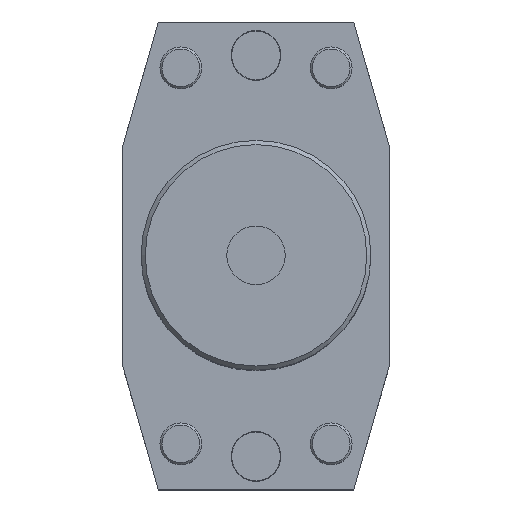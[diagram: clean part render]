
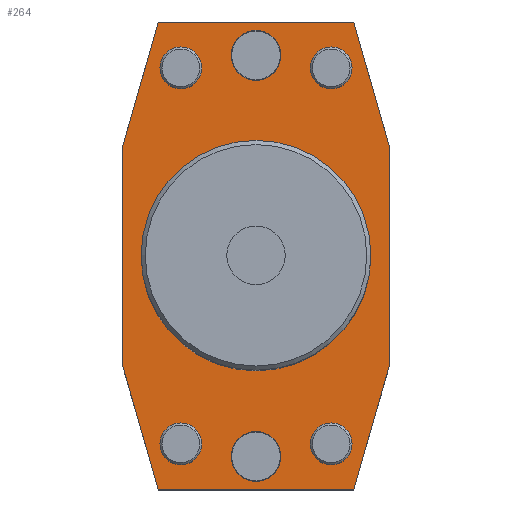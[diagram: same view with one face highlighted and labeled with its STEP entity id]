
A CAD part, top view. The second image highlights one B-rep face of the part: STEP entity #264.
In plain terms, the highlighted planar face has unit normal (0, 0, 1).
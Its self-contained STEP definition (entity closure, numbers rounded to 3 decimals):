
#39=LINE('',#1415,#101);
#47=LINE('',#1434,#109);
#53=LINE('',#1447,#115);
#65=LINE('',#1480,#127);
#66=LINE('',#1496,#128);
#67=LINE('',#1498,#129);
#68=LINE('',#1499,#130);
#69=LINE('',#1500,#131);
#101=VECTOR('',#1122,1.);
#109=VECTOR('',#1134,1.);
#115=VECTOR('',#1142,1.);
#127=VECTOR('',#1168,1.);
#128=VECTOR('',#1185,1.);
#129=VECTOR('',#1186,1.);
#130=VECTOR('',#1187,1.);
#131=VECTOR('',#1188,1.);
#201=FACE_BOUND('',#405,.T.);
#202=FACE_BOUND('',#406,.T.);
#203=FACE_BOUND('',#407,.T.);
#204=FACE_BOUND('',#408,.T.);
#205=FACE_BOUND('',#409,.T.);
#206=FACE_BOUND('',#410,.T.);
#207=FACE_BOUND('',#411,.T.);
#208=FACE_BOUND('',#412,.T.);
#264=ADVANCED_FACE('',(#201,#202,#203,#204,#205,#206,#207,#208),#326,.T.);
#326=PLANE('',#1008);
#405=EDGE_LOOP('',(#533));
#406=EDGE_LOOP('',(#534));
#407=EDGE_LOOP('',(#535));
#408=EDGE_LOOP('',(#536));
#409=EDGE_LOOP('',(#537));
#410=EDGE_LOOP('',(#538));
#411=EDGE_LOOP('',(#539));
#412=EDGE_LOOP('',(#540,#541,#542,#543,#544,#545,#546,#547));
#533=ORIENTED_EDGE('',*,*,#840,.F.);
#534=ORIENTED_EDGE('',*,*,#841,.F.);
#535=ORIENTED_EDGE('',*,*,#842,.F.);
#536=ORIENTED_EDGE('',*,*,#843,.F.);
#537=ORIENTED_EDGE('',*,*,#844,.F.);
#538=ORIENTED_EDGE('',*,*,#845,.F.);
#539=ORIENTED_EDGE('',*,*,#846,.F.);
#540=ORIENTED_EDGE('',*,*,#808,.T.);
#541=ORIENTED_EDGE('',*,*,#847,.T.);
#542=ORIENTED_EDGE('',*,*,#848,.T.);
#543=ORIENTED_EDGE('',*,*,#823,.T.);
#544=ORIENTED_EDGE('',*,*,#849,.F.);
#545=ORIENTED_EDGE('',*,*,#817,.T.);
#546=ORIENTED_EDGE('',*,*,#839,.F.);
#547=ORIENTED_EDGE('',*,*,#850,.T.);
#721=VERTEX_POINT('',#1414);
#722=VERTEX_POINT('',#1416);
#730=VERTEX_POINT('',#1433);
#731=VERTEX_POINT('',#1435);
#736=VERTEX_POINT('',#1446);
#737=VERTEX_POINT('',#1448);
#750=VERTEX_POINT('',#1479);
#751=VERTEX_POINT('',#1483);
#752=VERTEX_POINT('',#1485);
#753=VERTEX_POINT('',#1487);
#754=VERTEX_POINT('',#1489);
#755=VERTEX_POINT('',#1491);
#756=VERTEX_POINT('',#1493);
#757=VERTEX_POINT('',#1495);
#758=VERTEX_POINT('',#1497);
#808=EDGE_CURVE('',#722,#721,#39,.T.);
#817=EDGE_CURVE('',#731,#730,#47,.T.);
#823=EDGE_CURVE('',#737,#736,#53,.T.);
#839=EDGE_CURVE('',#750,#730,#65,.T.);
#840=EDGE_CURVE('',#751,#751,#922,.T.);
#841=EDGE_CURVE('',#752,#752,#923,.T.);
#842=EDGE_CURVE('',#753,#753,#924,.T.);
#843=EDGE_CURVE('',#754,#754,#925,.T.);
#844=EDGE_CURVE('',#755,#755,#926,.T.);
#845=EDGE_CURVE('',#756,#756,#927,.T.);
#846=EDGE_CURVE('',#757,#757,#928,.T.);
#847=EDGE_CURVE('',#721,#758,#66,.T.);
#848=EDGE_CURVE('',#758,#737,#67,.T.);
#849=EDGE_CURVE('',#731,#736,#68,.T.);
#850=EDGE_CURVE('',#750,#722,#69,.T.);
#922=CIRCLE('',#1001,5.);
#923=CIRCLE('',#1002,5.);
#924=CIRCLE('',#1003,5.);
#925=CIRCLE('',#1004,5.);
#926=CIRCLE('',#1005,5.956);
#927=CIRCLE('',#1006,5.956);
#928=CIRCLE('',#1007,27.5);
#1001=AXIS2_PLACEMENT_3D('',#1482,#1171,#1172);
#1002=AXIS2_PLACEMENT_3D('',#1484,#1173,#1174);
#1003=AXIS2_PLACEMENT_3D('',#1486,#1175,#1176);
#1004=AXIS2_PLACEMENT_3D('',#1488,#1177,#1178);
#1005=AXIS2_PLACEMENT_3D('',#1490,#1179,#1180);
#1006=AXIS2_PLACEMENT_3D('',#1492,#1181,#1182);
#1007=AXIS2_PLACEMENT_3D('',#1494,#1183,#1184);
#1008=AXIS2_PLACEMENT_3D('',#1501,#1189,#1190);
#1122=DIRECTION('',(0.,1.,0.));
#1134=DIRECTION('',(0.276,-0.961,0.));
#1142=DIRECTION('',(-0.276,-0.961,0.));
#1168=DIRECTION('',(-1.,0.,0.));
#1171=DIRECTION('',(0.,0.,1.));
#1172=DIRECTION('',(1.,0.,0.));
#1173=DIRECTION('',(0.,0.,1.));
#1174=DIRECTION('',(1.,0.,0.));
#1175=DIRECTION('',(0.,0.,1.));
#1176=DIRECTION('',(1.,0.,0.));
#1177=DIRECTION('',(0.,0.,1.));
#1178=DIRECTION('',(1.,0.,0.));
#1179=DIRECTION('',(0.,0.,1.));
#1180=DIRECTION('',(1.,0.,0.));
#1181=DIRECTION('',(0.,0.,1.));
#1182=DIRECTION('',(1.,0.,0.));
#1183=DIRECTION('',(0.,0.,1.));
#1184=DIRECTION('',(1.,0.,0.));
#1185=DIRECTION('',(-0.276,0.961,0.));
#1186=DIRECTION('',(-1.,0.,0.));
#1187=DIRECTION('',(0.,1.,0.));
#1188=DIRECTION('',(0.276,0.961,0.));
#1189=DIRECTION('',(0.,0.,1.));
#1190=DIRECTION('',(1.,0.,0.));
#1414=CARTESIAN_POINT('',(32.,26.,0.));
#1415=CARTESIAN_POINT('',(32.,-56.,0.));
#1416=CARTESIAN_POINT('',(32.,-26.,0.));
#1433=CARTESIAN_POINT('',(-23.398,-56.,0.));
#1434=CARTESIAN_POINT('',(-19.189,-70.678,0.));
#1435=CARTESIAN_POINT('',(-32.,-26.,0.));
#1446=CARTESIAN_POINT('',(-32.,26.,0.));
#1447=CARTESIAN_POINT('',(-48.864,-32.813,0.));
#1448=CARTESIAN_POINT('',(-23.398,56.,0.));
#1479=CARTESIAN_POINT('',(23.398,-56.,0.));
#1480=CARTESIAN_POINT('',(32.,-56.,0.));
#1482=CARTESIAN_POINT('',(18.,-45.,0.));
#1483=CARTESIAN_POINT('',(23.,-45.,0.));
#1484=CARTESIAN_POINT('',(18.,45.,0.));
#1485=CARTESIAN_POINT('',(23.,45.,0.));
#1486=CARTESIAN_POINT('',(-18.,45.,0.));
#1487=CARTESIAN_POINT('',(-13.,45.,0.));
#1488=CARTESIAN_POINT('',(-18.,-45.,0.));
#1489=CARTESIAN_POINT('',(-13.,-45.,0.));
#1490=CARTESIAN_POINT('',(0.,48.,0.));
#1491=CARTESIAN_POINT('',(5.956,48.,0.));
#1492=CARTESIAN_POINT('',(0.,-48.,0.));
#1493=CARTESIAN_POINT('',(5.956,-48.,0.));
#1494=CARTESIAN_POINT('',(0.,0.,0.));
#1495=CARTESIAN_POINT('',(27.5,0.,0.));
#1496=CARTESIAN_POINT('',(53.727,-49.77,0.));
#1497=CARTESIAN_POINT('',(23.398,56.,0.));
#1498=CARTESIAN_POINT('',(32.,56.,0.));
#1499=CARTESIAN_POINT('',(-32.,-56.,0.));
#1500=CARTESIAN_POINT('',(24.051,-53.721,0.));
#1501=CARTESIAN_POINT('',(32.,-56.,0.));
